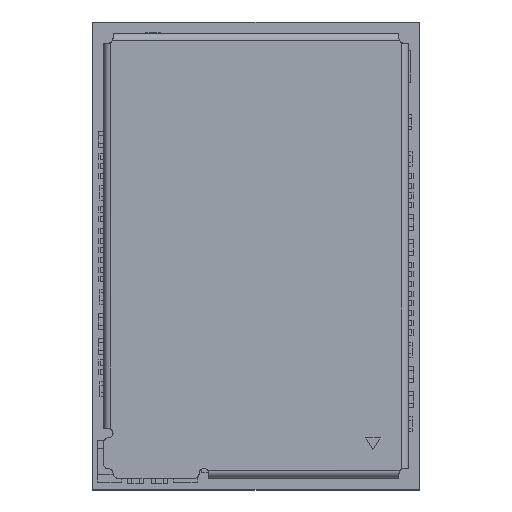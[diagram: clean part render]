
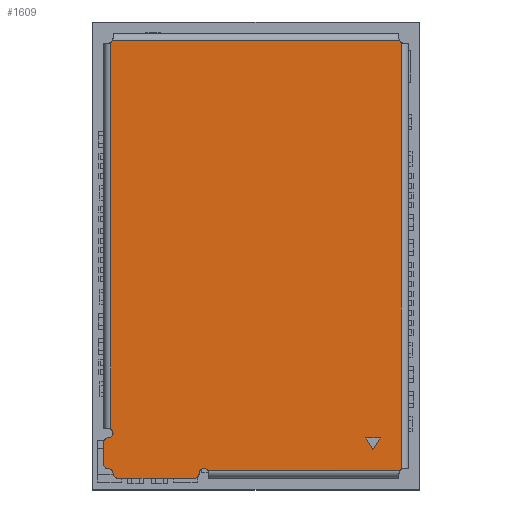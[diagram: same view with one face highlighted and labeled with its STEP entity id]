
A CAD part, top view. The second image highlights one B-rep face of the part: STEP entity #1609.
In plain terms, the highlighted planar face has unit normal (0, 0, 1).
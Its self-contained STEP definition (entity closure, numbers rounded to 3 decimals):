
#808 = VERTEX_POINT('',#809);
#809 = CARTESIAN_POINT('',(0.,8.65,0.));
#815 = EDGE_CURVE('',#816,#808,#818,.T.);
#816 = VERTEX_POINT('',#817);
#817 = CARTESIAN_POINT('',(0.2,8.45,0.));
#818 = CIRCLE('',#819,0.2);
#819 = AXIS2_PLACEMENT_3D('',#820,#821,#822);
#820 = CARTESIAN_POINT('',(0.,8.45,0.));
#821 = DIRECTION('',(0.,0.,1.));
#822 = DIRECTION('',(1.,0.,-0.));
#858 = VERTEX_POINT('',#859);
#859 = CARTESIAN_POINT('',(0.4,12.7,0.));
#865 = EDGE_CURVE('',#866,#858,#868,.T.);
#866 = VERTEX_POINT('',#867);
#867 = CARTESIAN_POINT('',(1.3,12.7,0.));
#868 = LINE('',#869,#870);
#869 = CARTESIAN_POINT('',(18.6,12.7,0.));
#870 = VECTOR('',#871,1.);
#871 = DIRECTION('',(-1.,0.,0.));
#1184 = VERTEX_POINT('',#1185);
#1185 = CARTESIAN_POINT('',(-0.2,12.1,0.));
#1193 = VERTEX_POINT('',#1194);
#1194 = CARTESIAN_POINT('',(-0.2,8.85,0.));
#1200 = EDGE_CURVE('',#1184,#1193,#1201,.T.);
#1201 = LINE('',#1202,#1203);
#1202 = CARTESIAN_POINT('',(-0.2,12.7,0.));
#1203 = VECTOR('',#1204,1.);
#1204 = DIRECTION('',(0.,-1.,0.));
#1609 = ADVANCED_FACE('',(#1610,#1636),#1757,.T.);
#1610 = FACE_BOUND('',#1611,.T.);
#1611 = EDGE_LOOP('',(#1612,#1622,#1630));
#1612 = ORIENTED_EDGE('',*,*,#1613,.F.);
#1613 = EDGE_CURVE('',#1614,#1616,#1618,.T.);
#1614 = VERTEX_POINT('',#1615);
#1615 = CARTESIAN_POINT('',(1.496,1.6,0.));
#1616 = VERTEX_POINT('',#1617);
#1617 = CARTESIAN_POINT('',(1.,1.3,0.));
#1618 = LINE('',#1619,#1620);
#1619 = CARTESIAN_POINT('',(1.496,1.6,0.));
#1620 = VECTOR('',#1621,1.);
#1621 = DIRECTION('',(-0.856,-0.517,0.));
#1622 = ORIENTED_EDGE('',*,*,#1623,.F.);
#1623 = EDGE_CURVE('',#1624,#1614,#1626,.T.);
#1624 = VERTEX_POINT('',#1625);
#1625 = CARTESIAN_POINT('',(1.496,1.,0.));
#1626 = LINE('',#1627,#1628);
#1627 = CARTESIAN_POINT('',(1.496,1.,0.));
#1628 = VECTOR('',#1629,1.);
#1629 = DIRECTION('',(0.,1.,0.));
#1630 = ORIENTED_EDGE('',*,*,#1631,.F.);
#1631 = EDGE_CURVE('',#1616,#1624,#1632,.T.);
#1632 = LINE('',#1633,#1634);
#1633 = CARTESIAN_POINT('',(1.,1.3,0.));
#1634 = VECTOR('',#1635,1.);
#1635 = DIRECTION('',(0.856,-0.517,0.));
#1636 = FACE_BOUND('',#1637,.T.);
#1637 = EDGE_LOOP('',(#1638,#1649,#1657,#1666,#1674,#1683,#1691,#1700,
    #1707,#1708,#1717,#1726,#1733,#1734,#1741,#1742,#1751));
#1638 = ORIENTED_EDGE('',*,*,#1639,.T.);
#1639 = EDGE_CURVE('',#1640,#1642,#1644,.T.);
#1640 = VERTEX_POINT('',#1641);
#1641 = CARTESIAN_POINT('',(0.1,0.173,0.));
#1642 = VERTEX_POINT('',#1643);
#1643 = CARTESIAN_POINT('',(0.173,0.1,0.));
#1644 = CIRCLE('',#1645,0.2);
#1645 = AXIS2_PLACEMENT_3D('',#1646,#1647,#1648);
#1646 = CARTESIAN_POINT('',(0.,0.,0.));
#1647 = DIRECTION('',(0.,-0.,-1.));
#1648 = DIRECTION('',(1.,0.,0.));
#1649 = ORIENTED_EDGE('',*,*,#1650,.T.);
#1650 = EDGE_CURVE('',#1642,#1651,#1653,.T.);
#1651 = VERTEX_POINT('',#1652);
#1652 = CARTESIAN_POINT('',(18.227,0.1,0.));
#1653 = LINE('',#1654,#1655);
#1654 = CARTESIAN_POINT('',(0.,0.1,0.));
#1655 = VECTOR('',#1656,1.);
#1656 = DIRECTION('',(1.,0.,-0.));
#1657 = ORIENTED_EDGE('',*,*,#1658,.T.);
#1658 = EDGE_CURVE('',#1651,#1659,#1661,.T.);
#1659 = VERTEX_POINT('',#1660);
#1660 = CARTESIAN_POINT('',(18.3,0.173,0.));
#1661 = CIRCLE('',#1662,0.2);
#1662 = AXIS2_PLACEMENT_3D('',#1663,#1664,#1665);
#1663 = CARTESIAN_POINT('',(18.4,0.,0.));
#1664 = DIRECTION('',(0.,-0.,-1.));
#1665 = DIRECTION('',(1.,0.,-0.));
#1666 = ORIENTED_EDGE('',*,*,#1667,.T.);
#1667 = EDGE_CURVE('',#1659,#1668,#1670,.T.);
#1668 = VERTEX_POINT('',#1669);
#1669 = CARTESIAN_POINT('',(18.3,12.327,0.));
#1670 = LINE('',#1671,#1672);
#1671 = CARTESIAN_POINT('',(18.3,0.,0.));
#1672 = VECTOR('',#1673,1.);
#1673 = DIRECTION('',(0.,1.,0.));
#1674 = ORIENTED_EDGE('',*,*,#1675,.T.);
#1675 = EDGE_CURVE('',#1668,#1676,#1678,.T.);
#1676 = VERTEX_POINT('',#1677);
#1677 = CARTESIAN_POINT('',(18.227,12.4,0.));
#1678 = CIRCLE('',#1679,0.2);
#1679 = AXIS2_PLACEMENT_3D('',#1680,#1681,#1682);
#1680 = CARTESIAN_POINT('',(18.4,12.5,0.));
#1681 = DIRECTION('',(0.,0.,-1.));
#1682 = DIRECTION('',(1.,0.,0.));
#1683 = ORIENTED_EDGE('',*,*,#1684,.T.);
#1684 = EDGE_CURVE('',#1676,#1685,#1687,.T.);
#1685 = VERTEX_POINT('',#1686);
#1686 = CARTESIAN_POINT('',(1.873,12.4,0.));
#1687 = LINE('',#1688,#1689);
#1688 = CARTESIAN_POINT('',(0.,12.4,0.));
#1689 = VECTOR('',#1690,1.);
#1690 = DIRECTION('',(-1.,0.,0.));
#1691 = ORIENTED_EDGE('',*,*,#1692,.F.);
#1692 = EDGE_CURVE('',#1693,#1685,#1695,.T.);
#1693 = VERTEX_POINT('',#1694);
#1694 = CARTESIAN_POINT('',(1.5,12.5,0.));
#1695 = CIRCLE('',#1696,0.2);
#1696 = AXIS2_PLACEMENT_3D('',#1697,#1698,#1699);
#1697 = CARTESIAN_POINT('',(1.7,12.5,0.));
#1698 = DIRECTION('',(0.,0.,1.));
#1699 = DIRECTION('',(1.,0.,-0.));
#1700 = ORIENTED_EDGE('',*,*,#1701,.F.);
#1701 = EDGE_CURVE('',#866,#1693,#1702,.T.);
#1702 = CIRCLE('',#1703,0.2);
#1703 = AXIS2_PLACEMENT_3D('',#1704,#1705,#1706);
#1704 = CARTESIAN_POINT('',(1.3,12.5,0.));
#1705 = DIRECTION('',(-0.,0.,-1.));
#1706 = DIRECTION('',(-1.,0.,0.));
#1707 = ORIENTED_EDGE('',*,*,#865,.T.);
#1708 = ORIENTED_EDGE('',*,*,#1709,.T.);
#1709 = EDGE_CURVE('',#858,#1710,#1712,.T.);
#1710 = VERTEX_POINT('',#1711);
#1711 = CARTESIAN_POINT('',(0.2,12.5,0.));
#1712 = CIRCLE('',#1713,0.2);
#1713 = AXIS2_PLACEMENT_3D('',#1714,#1715,#1716);
#1714 = CARTESIAN_POINT('',(0.4,12.5,0.));
#1715 = DIRECTION('',(0.,-0.,1.));
#1716 = DIRECTION('',(1.,0.,0.));
#1717 = ORIENTED_EDGE('',*,*,#1718,.T.);
#1718 = EDGE_CURVE('',#1710,#1719,#1721,.T.);
#1719 = VERTEX_POINT('',#1720);
#1720 = CARTESIAN_POINT('',(0.,12.3,0.)
  );
#1721 = CIRCLE('',#1722,0.2);
#1722 = AXIS2_PLACEMENT_3D('',#1723,#1724,#1725);
#1723 = CARTESIAN_POINT('',(0.,12.5,0.
    ));
#1724 = DIRECTION('',(0.,0.,-1.));
#1725 = DIRECTION('',(-1.,0.,0.));
#1726 = ORIENTED_EDGE('',*,*,#1727,.T.);
#1727 = EDGE_CURVE('',#1719,#1184,#1728,.T.);
#1728 = CIRCLE('',#1729,0.2);
#1729 = AXIS2_PLACEMENT_3D('',#1730,#1731,#1732);
#1730 = CARTESIAN_POINT('',(0.,12.1,0.)
  );
#1731 = DIRECTION('',(0.,-0.,1.));
#1732 = DIRECTION('',(1.,0.,0.));
#1733 = ORIENTED_EDGE('',*,*,#1200,.T.);
#1734 = ORIENTED_EDGE('',*,*,#1735,.F.);
#1735 = EDGE_CURVE('',#808,#1193,#1736,.T.);
#1736 = CIRCLE('',#1737,0.2);
#1737 = AXIS2_PLACEMENT_3D('',#1738,#1739,#1740);
#1738 = CARTESIAN_POINT('',(0.,8.85,0.));
#1739 = DIRECTION('',(-0.,0.,-1.));
#1740 = DIRECTION('',(-1.,0.,0.));
#1741 = ORIENTED_EDGE('',*,*,#815,.F.);
#1742 = ORIENTED_EDGE('',*,*,#1743,.F.);
#1743 = EDGE_CURVE('',#1744,#816,#1746,.T.);
#1744 = VERTEX_POINT('',#1745);
#1745 = CARTESIAN_POINT('',(0.1,8.277,0.));
#1746 = CIRCLE('',#1747,0.2);
#1747 = AXIS2_PLACEMENT_3D('',#1748,#1749,#1750);
#1748 = CARTESIAN_POINT('',(0.,8.45,0.));
#1749 = DIRECTION('',(0.,0.,1.));
#1750 = DIRECTION('',(1.,0.,-0.));
#1751 = ORIENTED_EDGE('',*,*,#1752,.T.);
#1752 = EDGE_CURVE('',#1744,#1640,#1753,.T.);
#1753 = LINE('',#1754,#1755);
#1754 = CARTESIAN_POINT('',(0.1,0.,0.));
#1755 = VECTOR('',#1756,1.);
#1756 = DIRECTION('',(0.,-1.,0.));
#1757 = PLANE('',#1758);
#1758 = AXIS2_PLACEMENT_3D('',#1759,#1760,#1761);
#1759 = CARTESIAN_POINT('',(0.,0.,0.));
#1760 = DIRECTION('',(0.,0.,1.));
#1761 = DIRECTION('',(1.,0.,-0.));
